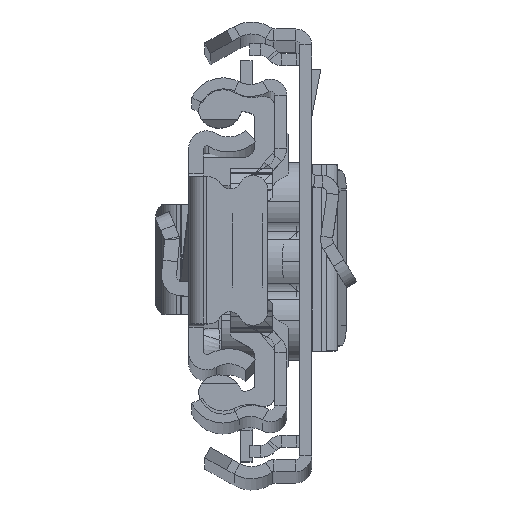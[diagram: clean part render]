
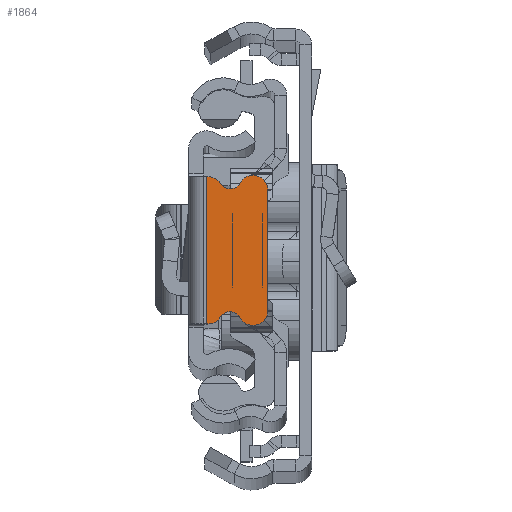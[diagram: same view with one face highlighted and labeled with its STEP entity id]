
A CAD part, top view. The second image highlights one B-rep face of the part: STEP entity #1864.
In plain terms, the highlighted planar face has unit normal (0, 0, 1).
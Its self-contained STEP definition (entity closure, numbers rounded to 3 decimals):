
#1078 = DIRECTION ( 'NONE',  ( 0., -1., 0. ) ) ;
#1105 = EDGE_CURVE ( 'NONE', #10839, #13518, #12814, .T. ) ;
#1567 = DIRECTION ( 'NONE',  ( -1., 0., 0. ) ) ;
#1585 = CARTESIAN_POINT ( 'NONE',  ( -1.929, 7.37, 0. ) ) ;
#1703 = EDGE_CURVE ( 'NONE', #26148, #10839, #24630, .T. ) ;
#1773 = DIRECTION ( 'NONE',  ( -1., 0., 0. ) ) ;
#1864 = ADVANCED_FACE ( 'NONE', ( #17094 ), #8971, .T. ) ;
#1910 = VERTEX_POINT ( 'NONE', #15486 ) ;
#1976 = ORIENTED_EDGE ( 'NONE', *, *, #11033, .T. ) ;
#2847 = EDGE_CURVE ( 'NONE', #18692, #25043, #13844, .T. ) ;
#3085 = LINE ( 'NONE', #11195, #9524 ) ;
#3312 = VERTEX_POINT ( 'NONE', #6910 ) ;
#3673 = ORIENTED_EDGE ( 'NONE', *, *, #1703, .T. ) ;
#3868 = DIRECTION ( 'NONE',  ( 0., -1., 0. ) ) ;
#3982 = VERTEX_POINT ( 'NONE', #6818 ) ;
#4070 = CARTESIAN_POINT ( 'NONE',  ( -6.429, -6., 0. ) ) ;
#4160 = CARTESIAN_POINT ( 'NONE',  ( -6.429, 6., 0. ) ) ;
#4360 = CIRCLE ( 'NONE', #20116, 1.5 ) ;
#4531 = CARTESIAN_POINT ( 'NONE',  ( -1.929, 7.37, 0. ) ) ;
#4678 = ORIENTED_EDGE ( 'NONE', *, *, #10900, .F. ) ;
#5356 = AXIS2_PLACEMENT_3D ( 'NONE', #25592, #17337, #13321 ) ;
#5880 = DIRECTION ( 'NONE',  ( 1., 0., 0. ) ) ;
#6598 = VERTEX_POINT ( 'NONE', #6957 ) ;
#6818 = CARTESIAN_POINT ( 'NONE',  ( -7.929, -6., 0. ) ) ;
#6910 = CARTESIAN_POINT ( 'NONE',  ( -1.75, 7.37, 0. ) ) ;
#6957 = CARTESIAN_POINT ( 'NONE',  ( -5.109, 6.713, 0. ) ) ;
#7019 = VECTOR ( 'NONE', #9845, 1000. ) ;
#7366 = LINE ( 'NONE', #20392, #12564 ) ;
#7500 = CARTESIAN_POINT ( 'NONE',  ( 644.071, 0., 0. ) ) ;
#7886 = CARTESIAN_POINT ( 'NONE',  ( -4.142, 7.236, 0. ) ) ;
#8186 = ORIENTED_EDGE ( 'NONE', *, *, #2847, .T. ) ;
#8393 = EDGE_CURVE ( 'NONE', #3312, #20951, #7366, .T. ) ;
#8450 = AXIS2_PLACEMENT_3D ( 'NONE', #4070, #12188, #10199 ) ;
#8462 = ORIENTED_EDGE ( 'NONE', *, *, #16966, .T. ) ;
#8473 = CIRCLE ( 'NONE', #25483, 1.1 ) ;
#8971 = PLANE ( 'NONE',  #13531 ) ;
#9407 = CARTESIAN_POINT ( 'NONE',  ( -3.206, -6.658, 0. ) ) ;
#9524 = VECTOR ( 'NONE', #1078, 1000. ) ;
#9845 = DIRECTION ( 'NONE',  ( 1., 0., 0. ) ) ;
#10199 = DIRECTION ( 'NONE',  ( 1., 0., 0. ) ) ;
#10839 = VERTEX_POINT ( 'NONE', #9407 ) ;
#10900 = EDGE_CURVE ( 'NONE', #20951, #13518, #13649, .T. ) ;
#11033 = EDGE_CURVE ( 'NONE', #3982, #26148, #24205, .T. ) ;
#11195 = CARTESIAN_POINT ( 'NONE',  ( -7.929, -6., 0. ) ) ;
#11222 = DIRECTION ( 'NONE',  ( 1., 0., 0. ) ) ;
#11860 = EDGE_CURVE ( 'NONE', #25043, #6598, #8473, .T. ) ;
#12188 = DIRECTION ( 'NONE',  ( 0., 0., 1. ) ) ;
#12564 = VECTOR ( 'NONE', #3868, 1000. ) ;
#12814 = CIRCLE ( 'NONE', #24754, 1.5 ) ;
#13116 = AXIS2_PLACEMENT_3D ( 'NONE', #22441, #17555, #1567 ) ;
#13234 = ORIENTED_EDGE ( 'NONE', *, *, #1105, .T. ) ;
#13321 = DIRECTION ( 'NONE',  ( -1., 0., 0. ) ) ;
#13518 = VERTEX_POINT ( 'NONE', #16366 ) ;
#13531 = AXIS2_PLACEMENT_3D ( 'NONE', #7500, #25211, #11222 ) ;
#13649 = LINE ( 'NONE', #17537, #21617 ) ;
#13844 = CIRCLE ( 'NONE', #5356, 1.5 ) ;
#15153 = ORIENTED_EDGE ( 'NONE', *, *, #18253, .T. ) ;
#15486 = CARTESIAN_POINT ( 'NONE',  ( -7.929, 6., 0. ) ) ;
#15604 = CARTESIAN_POINT ( 'NONE',  ( -1.75, -7.37, 0. ) ) ;
#16019 = CARTESIAN_POINT ( 'NONE',  ( -3.206, 6.658, 0. ) ) ;
#16101 = LINE ( 'NONE', #1585, #7019 ) ;
#16366 = CARTESIAN_POINT ( 'NONE',  ( -1.929, -7.37, 0. ) ) ;
#16403 = DIRECTION ( 'NONE',  ( 0., 0., 1. ) ) ;
#16799 = DIRECTION ( 'NONE',  ( 1., 0., 0. ) ) ;
#16966 = EDGE_CURVE ( 'NONE', #6598, #1910, #4360, .T. ) ;
#17094 = FACE_OUTER_BOUND ( 'NONE', #20005, .T. ) ;
#17337 = DIRECTION ( 'NONE',  ( 0., 0., 1. ) ) ;
#17537 = CARTESIAN_POINT ( 'NONE',  ( -1.929, -7.37, 0. ) ) ;
#17555 = DIRECTION ( 'NONE',  ( 0., 0., -1. ) ) ;
#18253 = EDGE_CURVE ( 'NONE', #1910, #3982, #3085, .T. ) ;
#18692 = VERTEX_POINT ( 'NONE', #4531 ) ;
#19364 = CARTESIAN_POINT ( 'NONE',  ( -5.109, -6.713, 0. ) ) ;
#19707 = ORIENTED_EDGE ( 'NONE', *, *, #8393, .F. ) ;
#20005 = EDGE_LOOP ( 'NONE', ( #19707, #22181, #8186, #20538, #8462, #15153, #1976, #3673, #13234, #4678 ) ) ;
#20116 = AXIS2_PLACEMENT_3D ( 'NONE', #4160, #24423, #1773 ) ;
#20392 = CARTESIAN_POINT ( 'NONE',  ( -1.75, 0., 0. ) ) ;
#20538 = ORIENTED_EDGE ( 'NONE', *, *, #11860, .T. ) ;
#20814 = CARTESIAN_POINT ( 'NONE',  ( -1.929, -5.87, 0. ) ) ;
#20951 = VERTEX_POINT ( 'NONE', #15604 ) ;
#21470 = EDGE_CURVE ( 'NONE', #18692, #3312, #16101, .T. ) ;
#21617 = VECTOR ( 'NONE', #21679, 1000. ) ;
#21679 = DIRECTION ( 'NONE',  ( -1., 0., 0. ) ) ;
#22181 = ORIENTED_EDGE ( 'NONE', *, *, #21470, .F. ) ;
#22441 = CARTESIAN_POINT ( 'NONE',  ( -4.142, -7.236, 0. ) ) ;
#24135 = DIRECTION ( 'NONE',  ( 0., 0., -1. ) ) ;
#24205 = CIRCLE ( 'NONE', #8450, 1.5 ) ;
#24423 = DIRECTION ( 'NONE',  ( 0., 0., 1. ) ) ;
#24630 = CIRCLE ( 'NONE', #13116, 1.1 ) ;
#24754 = AXIS2_PLACEMENT_3D ( 'NONE', #20814, #16403, #16799 ) ;
#25043 = VERTEX_POINT ( 'NONE', #16019 ) ;
#25211 = DIRECTION ( 'NONE',  ( 0., 0., 1. ) ) ;
#25483 = AXIS2_PLACEMENT_3D ( 'NONE', #7886, #24135, #5880 ) ;
#25592 = CARTESIAN_POINT ( 'NONE',  ( -1.929, 5.87, 0. ) ) ;
#26148 = VERTEX_POINT ( 'NONE', #19364 ) ;
